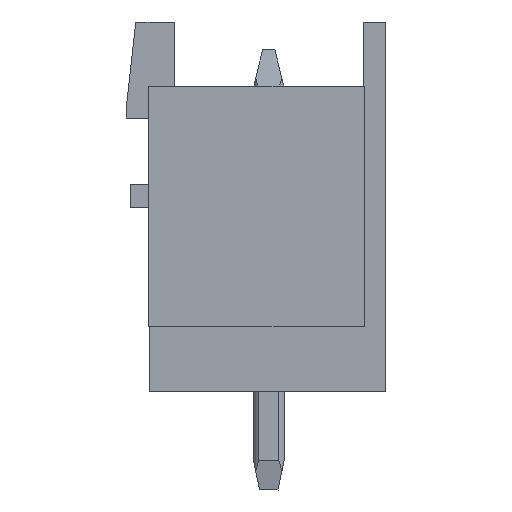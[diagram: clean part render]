
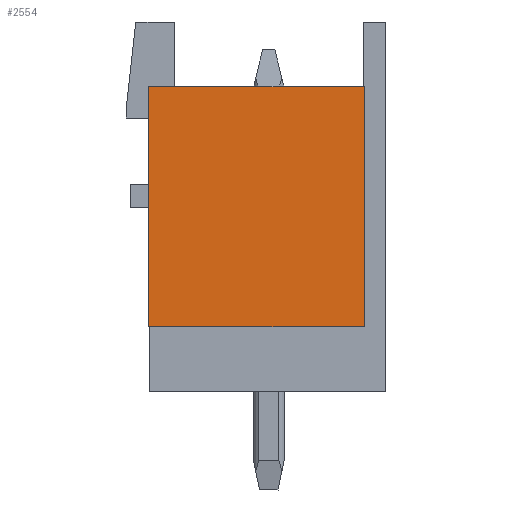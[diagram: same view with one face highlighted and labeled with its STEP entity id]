
A CAD part, left-side view. The second image highlights one B-rep face of the part: STEP entity #2554.
In plain terms, the highlighted planar face has unit normal (-1, 0, 0).
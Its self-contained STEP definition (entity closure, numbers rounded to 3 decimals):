
#2546=AXIS2_PLACEMENT_3D('Plane Axis2P3D',#2543,#2544,#2545) ;
#1870=CARTESIAN_POINT('Vertex',(0.,0.7,5.3)) ;
#1912=CARTESIAN_POINT('Vertex',(0.,0.7,13.1)) ;
#1915=CARTESIAN_POINT('Line Origine',(0.,0.7,9.2)) ;
#2409=CARTESIAN_POINT('Line Origine',(0.,7.7,9.2)) ;
#2413=CARTESIAN_POINT('Vertex',(0.,7.7,5.3)) ;
#2415=CARTESIAN_POINT('Vertex',(0.,7.7,13.1)) ;
#2480=CARTESIAN_POINT('Line Origine',(0.,4.2,5.3)) ;
#2531=CARTESIAN_POINT('Line Origine',(0.,4.2,13.1)) ;
#2543=CARTESIAN_POINT('Axis2P3D Location',(0.,0.,13.1)) ;
#1916=DIRECTION('Vector Direction',(0.,0.,-1.)) ;
#2410=DIRECTION('Vector Direction',(0.,0.,-1.)) ;
#2481=DIRECTION('Vector Direction',(0.,1.,0.)) ;
#2532=DIRECTION('Vector Direction',(0.,1.,0.)) ;
#2544=DIRECTION('Axis2P3D Direction',(1.,-0.,0.)) ;
#2545=DIRECTION('Axis2P3D XDirection',(0.,0.,-1.)) ;
#1917=VECTOR('Line Direction',#1916,1.) ;
#2411=VECTOR('Line Direction',#2410,1.) ;
#2482=VECTOR('Line Direction',#2481,1.) ;
#2533=VECTOR('Line Direction',#2532,1.) ;
#2549=ORIENTED_EDGE('',*,*,#2484,.F.) ;
#2550=ORIENTED_EDGE('',*,*,#1919,.T.) ;
#2551=ORIENTED_EDGE('',*,*,#2535,.T.) ;
#2552=ORIENTED_EDGE('',*,*,#2417,.F.) ;
#2554=ADVANCED_FACE('Housing',(#2553),#2547,.F.) ;
#1919=EDGE_CURVE('',#1871,#1913,#1918,.F.) ;
#2417=EDGE_CURVE('',#2414,#2416,#2412,.F.) ;
#2484=EDGE_CURVE('',#1871,#2414,#2483,.T.) ;
#2535=EDGE_CURVE('',#1913,#2416,#2534,.T.) ;
#2548=EDGE_LOOP('',(#2549,#2550,#2551,#2552)) ;
#2553=FACE_OUTER_BOUND('',#2548,.T.) ;
#1918=LINE('Line',#1915,#1917) ;
#2412=LINE('Line',#2409,#2411) ;
#2483=LINE('Line',#2480,#2482) ;
#2534=LINE('Line',#2531,#2533) ;
#2547=PLANE('',#2546) ;
#1871=VERTEX_POINT('',#1870) ;
#1913=VERTEX_POINT('',#1912) ;
#2414=VERTEX_POINT('',#2413) ;
#2416=VERTEX_POINT('',#2415) ;
